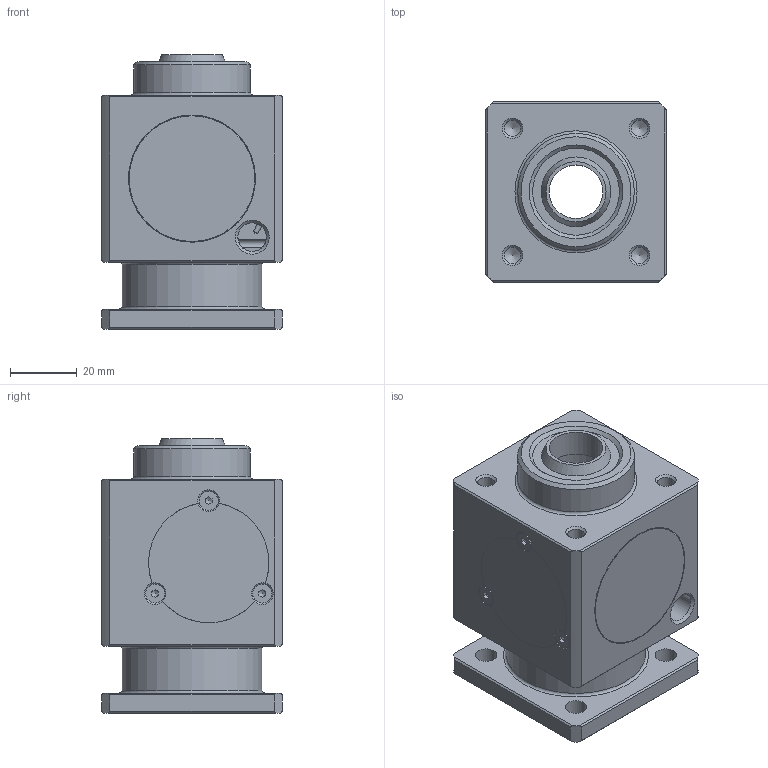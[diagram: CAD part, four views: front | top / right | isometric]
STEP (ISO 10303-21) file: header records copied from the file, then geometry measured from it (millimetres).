
FILE_DESCRIPTION(/* description */ (''),/* implementation_level */ '2;1');
FILE_NAME(/* name */ 'C-BH-040.stp',/* time_stamp */ '2016-02-01T13:15:00+01:00',/* author */ (''),/* organization */ (''),/* preprocessor_version */ 'ST-DEVELOPER v15.2',/* originating_system */ 'Autodesk Translator Framework v2.0.0.5431',/* authorisation */ '');
FILE_SCHEMA (('AUTOMOTIVE_DESIGN { 1 0 10303 214 3 1 1 }'));
Length unit declared in the file: centimetre
Products named in the file (1): (Unsaved)
Bounding box: 54 x 54 x 82 mm (x, y, z)
Volume: 112932.4 mm3; surface area: 43652.1 mm2
Topology: 12 solids, 12 shells, 1125 faces, 3073 edges, 2009 vertices
Faces by surface type: bspline 641, plane 298, cylinder 106, cone 72, torus 7, sphere 1
Full cylindrical faces by diameter (mm): 1.5 x2, 2.3 x1, 2.459 x9, 2.46 x1, 3 x12, 3.2 x6, 4.917 x4, 5.7 x6, 6.5 x4, 8.566 x1, 12 x1, 16 x1, 20 x2, 22 x1, 26 x2, 27 x2, 29 x2, 32 x5, 33.5 x1, 34.9 x1, 35.5 x1, 38 x2, 41.8 x1
Entity records: 40616 total; most frequent: CARTESIAN_POINT 17418, ORIENTED_EDGE 5806, EDGE_CURVE 2883, DIRECTION 2765, VERTEX_POINT 1964, B_SPLINE_CURVE_WITH_KNOTS 1357, EDGE_LOOP 1335, LINE 1153
